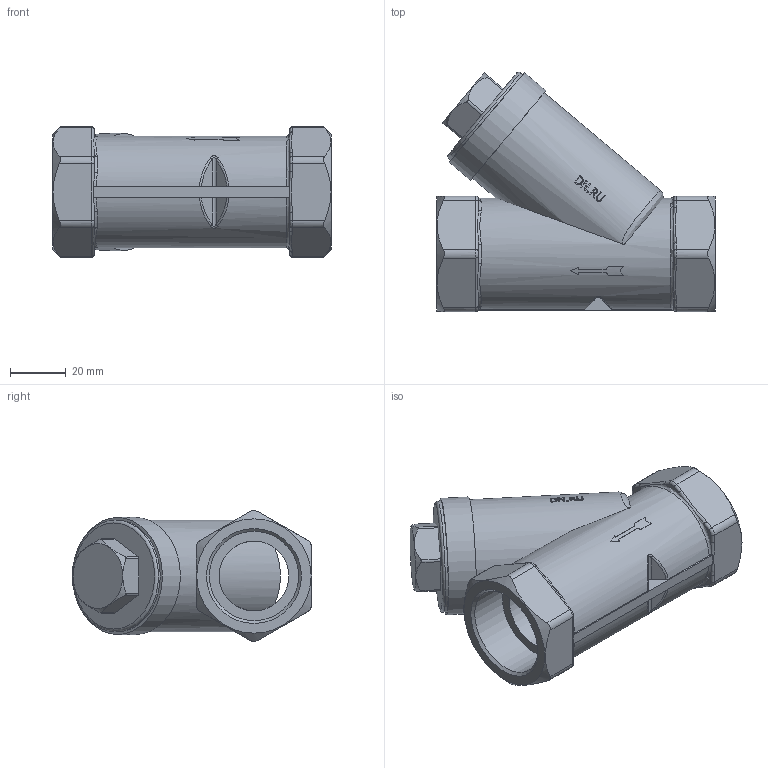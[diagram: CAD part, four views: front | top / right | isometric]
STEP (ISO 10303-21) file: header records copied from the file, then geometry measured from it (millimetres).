
FILE_DESCRIPTION(/* description */ (''),/* implementation_level */ '2;1');
FILE_NAME(/* name */ 'DN32_3D_STEP.stp',/* time_stamp */ '2024-04-14T23:15:45+03:00',/* author */ ('igorr'),/* organization */ (''),/* preprocessor_version */ 'ST-DEVELOPER v19.2',/* originating_system */ 'Autodesk Inventor 2023',/* authorisation */ '');
FILE_SCHEMA (('AUTOMOTIVE_DESIGN { 1 0 10303 214 3 1 1 }'));
Length unit declared in the file: millimetre
Products named in the file (1): Деталь
Bounding box: 100 x 85.79 x 46.83 mm (x, y, z)
Volume: 152189.1 mm3; surface area: 30687.8 mm2
Topology: 1 solids, 1 shells, 217 faces, 556 edges, 355 vertices
Faces by surface type: plane 95, cylinder 54, bspline 43, torus 20, cone 5
Full cylindrical faces by diameter (mm): 25 x1, 32 x2, 40 x2, 42 x1
Entity records: 8824 total; most frequent: CARTESIAN_POINT 3502, ORIENTED_EDGE 1112, DIRECTION 993, EDGE_CURVE 556, AXIS2_PLACEMENT_3D 401, VERTEX_POINT 355, EDGE_LOOP 233, FACE_OUTER_BOUND 217
